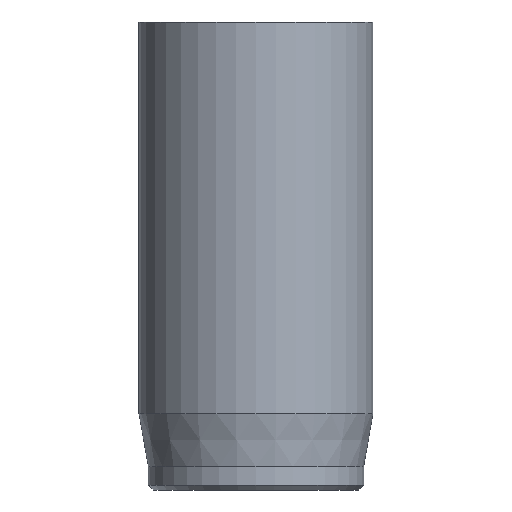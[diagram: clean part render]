
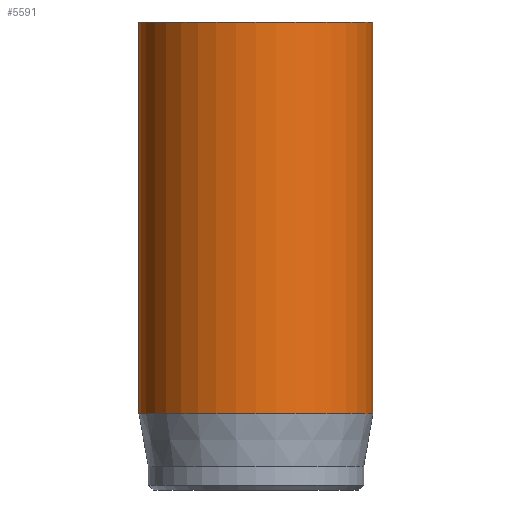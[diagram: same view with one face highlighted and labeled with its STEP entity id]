
A CAD part, front view. The second image highlights one B-rep face of the part: STEP entity #5591.
In plain terms, the highlighted cylindrical face has radius 5 mm (diameter 10 mm), a full revolution.
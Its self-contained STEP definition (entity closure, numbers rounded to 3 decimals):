
#32=CYLINDRICAL_SURFACE('',#5789,5.);
#47=CIRCLE('',#5756,5.);
#63=CIRCLE('',#5787,5.);
#64=CIRCLE('',#5788,5.);
#494=FACE_OUTER_BOUND('',#822,.T.);
#822=EDGE_LOOP('',(#5019,#5020,#5021,#5022,#5023));
#1246=LINE('',#10580,#1678);
#1678=VECTOR('',#6478,5.);
#2577=VERTEX_POINT('',#10519);
#2593=VERTEX_POINT('',#10574);
#2594=VERTEX_POINT('',#10575);
#3383=EDGE_CURVE('',#2577,#2577,#47,.T.);
#3407=EDGE_CURVE('',#2593,#2594,#63,.T.);
#3408=EDGE_CURVE('',#2594,#2593,#64,.T.);
#3410=EDGE_CURVE('',#2577,#2593,#1246,.T.);
#5019=ORIENTED_EDGE('',*,*,#3383,.T.);
#5020=ORIENTED_EDGE('',*,*,#3410,.T.);
#5021=ORIENTED_EDGE('',*,*,#3407,.T.);
#5022=ORIENTED_EDGE('',*,*,#3408,.T.);
#5023=ORIENTED_EDGE('',*,*,#3410,.F.);
#5591=ADVANCED_FACE('',(#494),#32,.T.);
#5756=AXIS2_PLACEMENT_3D('',#10520,#6401,#6402);
#5787=AXIS2_PLACEMENT_3D('',#10576,#6471,#6472);
#5788=AXIS2_PLACEMENT_3D('',#10577,#6473,#6474);
#5789=AXIS2_PLACEMENT_3D('',#10579,#6476,#6477);
#6401=DIRECTION('center_axis',(0.,0.,-1.));
#6402=DIRECTION('ref_axis',(-1.,0.,0.));
#6471=DIRECTION('center_axis',(0.,0.,1.));
#6472=DIRECTION('ref_axis',(-1.,0.,0.));
#6473=DIRECTION('center_axis',(0.,0.,1.));
#6474=DIRECTION('ref_axis',(-1.,0.,0.));
#6476=DIRECTION('center_axis',(0.,0.,1.));
#6477=DIRECTION('ref_axis',(-1.,0.,0.));
#6478=DIRECTION('',(0.,0.,-1.));
#10519=CARTESIAN_POINT('',(5.,0.,20.));
#10520=CARTESIAN_POINT('Origin',(0.,0.,20.));
#10574=CARTESIAN_POINT('',(5.,0.,3.269));
#10575=CARTESIAN_POINT('',(-5.,0.,3.269));
#10576=CARTESIAN_POINT('Origin',(0.,0.,3.269));
#10577=CARTESIAN_POINT('Origin',(0.,0.,3.269));
#10579=CARTESIAN_POINT('Origin',(0.,0.,0.));
#10580=CARTESIAN_POINT('',(5.,0.,0.));
